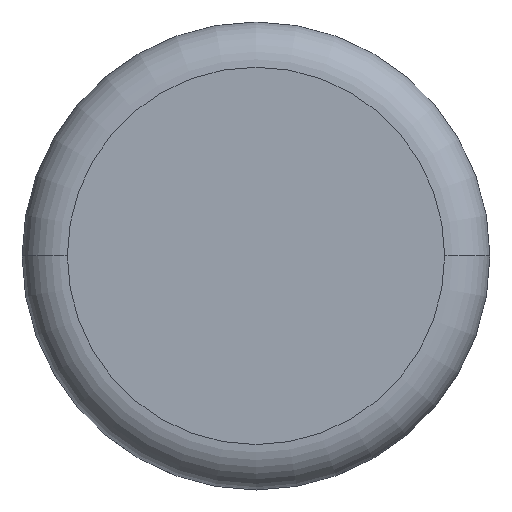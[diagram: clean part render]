
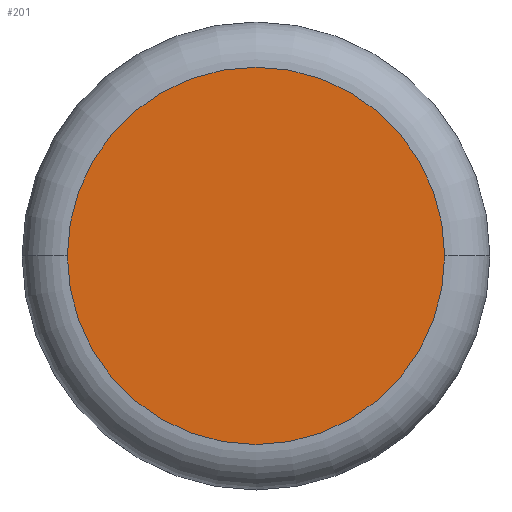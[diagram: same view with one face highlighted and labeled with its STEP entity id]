
A CAD part, top view. The second image highlights one B-rep face of the part: STEP entity #201.
In plain terms, the highlighted planar face has unit normal (0, 0, 1).
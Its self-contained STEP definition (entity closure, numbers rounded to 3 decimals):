
#201=ADVANCED_FACE('',(#552),#553,.T.);
#219=EDGE_CURVE('',#309,#231,#572,.T.);
#231=VERTEX_POINT('',#585);
#309=VERTEX_POINT('',#670);
#425=EDGE_CURVE('',#231,#309,#810,.T.);
#552=FACE_OUTER_BOUND('',#938,.T.);
#553=PLANE('',#939);
#572=CIRCLE('',#983,12.5);
#585=CARTESIAN_POINT('',(12.5,0.,35.0));
#670=CARTESIAN_POINT('',(-12.5,0.,35.0));
#810=CIRCLE('',#1319,12.5);
#938=EDGE_LOOP('',(#1520,#1521));
#939=AXIS2_PLACEMENT_3D('',#1522,#1523,#1524);
#983=AXIS2_PLACEMENT_3D('',#1540,#1541,#1542);
#1319=AXIS2_PLACEMENT_3D('',#1875,#1876,#1877);
#1520=ORIENTED_EDGE('',*,*,#425,.F.);
#1521=ORIENTED_EDGE('',*,*,#219,.F.);
#1522=CARTESIAN_POINT('',(-7.0,0.,35.0));
#1523=DIRECTION('',(0.0,0.0,1.0));
#1524=DIRECTION('',(-1.0,0.,0.0));
#1540=CARTESIAN_POINT('',(0.0,0.,35.0));
#1541=DIRECTION('',(-0.0,0.0,-1.0));
#1542=DIRECTION('',(-1.0,0.0,0.0));
#1875=CARTESIAN_POINT('',(0.0,0.,35.0));
#1876=DIRECTION('',(-0.0,0.0,-1.0));
#1877=DIRECTION('',(-1.0,0.0,0.0));
